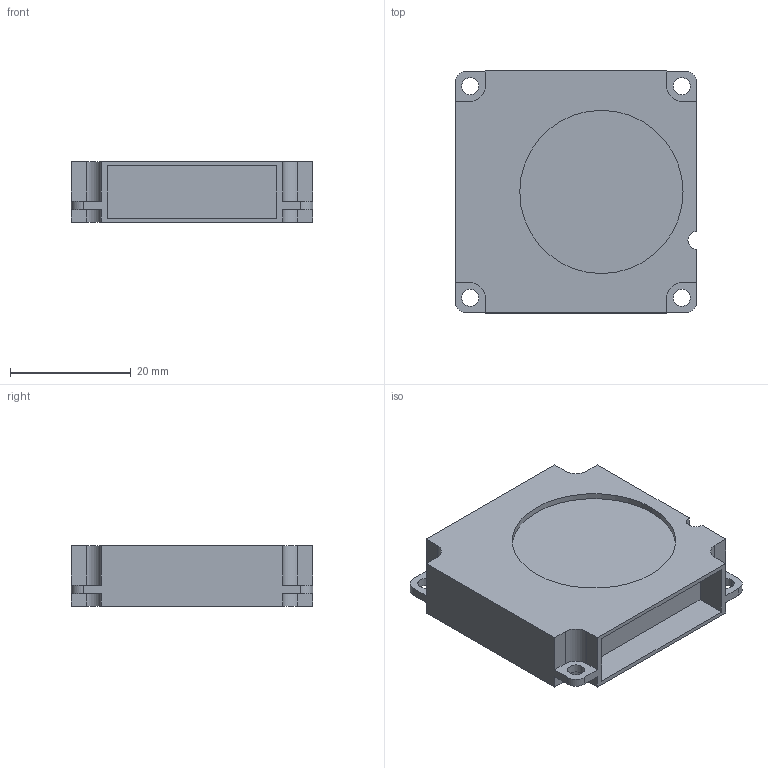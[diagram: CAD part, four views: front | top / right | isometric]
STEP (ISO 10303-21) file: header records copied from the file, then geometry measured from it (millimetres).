
FILE_DESCRIPTION (( 'STEP AP203' ), '1' );
FILE_NAME ('4010 Blower Fan.STEP', '2024-08-09T16:53:11', ( '' ), ( '' ), 'SwSTEP 2.0', 'SolidWorks 2024', '' );
FILE_SCHEMA (( 'CONFIG_CONTROL_DESIGN' ));
Length unit declared in the file: millimetre
Products named in the file (1): 4010 Blower Fan
Bounding box: 40 x 40 x 10 mm (x, y, z)
Volume: 13271.5 mm3; surface area: 5221.9 mm2
Topology: 1 solids, 1 shells, 66 faces, 185 edges, 123 vertices
Faces by surface type: plane 40, cylinder 26
Entity records: 2227 total; most frequent: CARTESIAN_POINT 375, DIRECTION 372, ORIENTED_EDGE 370, EDGE_CURVE 185, VECTOR 132, LINE 132, VERTEX_POINT 123, AXIS2_PLACEMENT_3D 120
